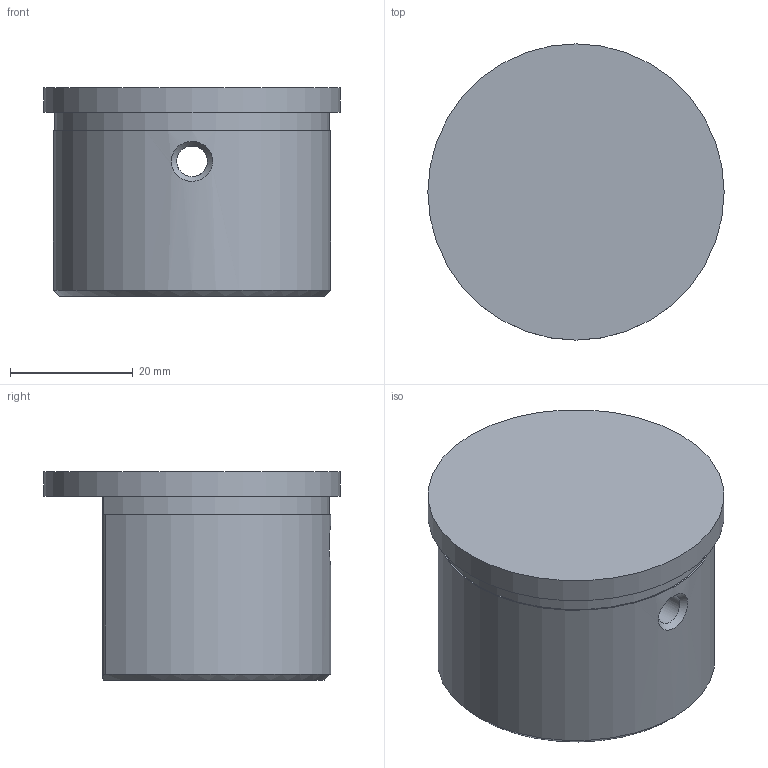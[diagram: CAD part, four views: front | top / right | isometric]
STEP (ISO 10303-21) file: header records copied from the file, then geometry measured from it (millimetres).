
FILE_DESCRIPTION (( 'STEP AP203' ), '1' );
FILE_NAME ('60329-240.step', '2019-10-22T12:16:21', ( '' ), ( '' ), 'SwSTEP 2.0', 'SolidWorks 2015', '' );
FILE_SCHEMA (( 'CONFIG_CONTROL_DESIGN' ));
Length unit declared in the file: millimetre
Products named in the file (2): 60329-240
Bounding box: 48.3 x 48.3 x 34 mm (x, y, z)
Volume: 12365.9 mm3; surface area: 10564.5 mm2
Topology: 1 solids, 1 shells, 440 faces, 1169 edges, 773 vertices
Faces by surface type: plane 233, bspline 185, cylinder 14, sphere 4, torus 2, cone 2
Full cylindrical faces by diameter (mm): 5 x1, 48.3 x1
Entity records: 24468 total; most frequent: CARTESIAN_POINT 14675, ORIENTED_EDGE 2316, DIRECTION 1337, EDGE_CURVE 1158, VERTEX_POINT 770, LINE 741, VECTOR 741, EDGE_LOOP 492
